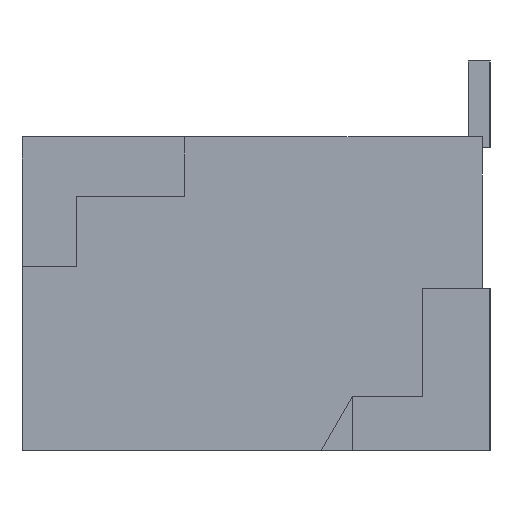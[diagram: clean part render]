
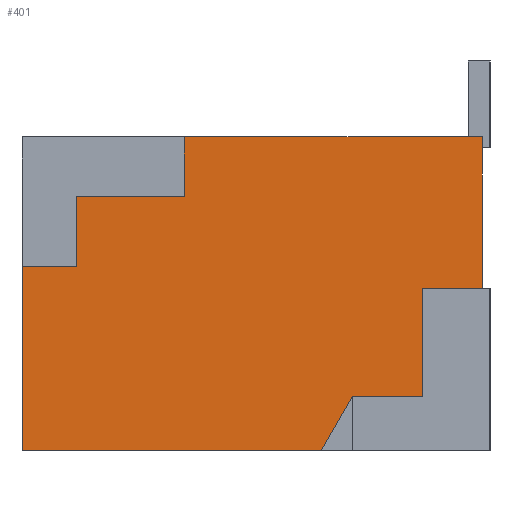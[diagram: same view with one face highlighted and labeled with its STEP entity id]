
A CAD part, left-side view. The second image highlights one B-rep face of the part: STEP entity #401.
In plain terms, the highlighted planar face has unit normal (-1, 0, 0).
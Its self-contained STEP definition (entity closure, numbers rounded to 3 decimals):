
#27 = DIRECTION ( 'NONE',  ( 0., -1., 0. ) ) ;
#112 = LINE ( 'NONE', #2407, #1621 ) ;
#158 = VECTOR ( 'NONE', #27, 1000. ) ;
#190 = VERTEX_POINT ( 'NONE', #905 ) ;
#210 = ORIENTED_EDGE ( 'NONE', *, *, #5523, .F. ) ;
#235 = VERTEX_POINT ( 'NONE', #5621 ) ;
#284 = LINE ( 'NONE', #2598, #1861 ) ;
#401 = ADVANCED_FACE ( 'NONE', ( #4454 ), #6864, .F. ) ;
#542 = EDGE_CURVE ( 'NONE', #4874, #1257, #5100, .T. ) ;
#627 = ORIENTED_EDGE ( 'NONE', *, *, #7384, .T. ) ;
#651 = CARTESIAN_POINT ( 'NONE',  ( -6.5, 4.32, -1.45 ) ) ;
#769 = VERTEX_POINT ( 'NONE', #3358 ) ;
#905 = CARTESIAN_POINT ( 'NONE',  ( -6.5, 1.559, -1.45 ) ) ;
#1015 = VECTOR ( 'NONE', #1641, 1000. ) ;
#1022 = EDGE_CURVE ( 'NONE', #7152, #6919, #2899, .T. ) ;
#1170 = LINE ( 'NONE', #3530, #6705 ) ;
#1257 = VERTEX_POINT ( 'NONE', #3879 ) ;
#1368 = VERTEX_POINT ( 'NONE', #5761 ) ;
#1443 = AXIS2_PLACEMENT_3D ( 'NONE', #1508, #3855, #6257 ) ;
#1465 = DIRECTION ( 'NONE',  ( 0., 0., 1. ) ) ;
#1481 = ORIENTED_EDGE ( 'NONE', *, *, #542, .T. ) ;
#1508 = CARTESIAN_POINT ( 'NONE',  ( -6.5, 4.32, 1.45 ) ) ;
#1621 = VECTOR ( 'NONE', #4784, 1000. ) ;
#1632 = VECTOR ( 'NONE', #2043, 1000. ) ;
#1637 = ORIENTED_EDGE ( 'NONE', *, *, #5888, .T. ) ;
#1641 = DIRECTION ( 'NONE',  ( 0., -1., 0. ) ) ;
#1709 = EDGE_CURVE ( 'NONE', #769, #235, #284, .T. ) ;
#1861 = VECTOR ( 'NONE', #4985, 1000. ) ;
#1882 = CARTESIAN_POINT ( 'NONE',  ( -6.5, 0.07, 0.05 ) ) ;
#1897 = ORIENTED_EDGE ( 'NONE', *, *, #1709, .T. ) ;
#1930 = EDGE_CURVE ( 'NONE', #235, #3930, #2038, .T. ) ;
#2038 = LINE ( 'NONE', #4399, #4464 ) ;
#2043 = DIRECTION ( 'NONE',  ( 0., 0., 1. ) ) ;
#2078 = EDGE_CURVE ( 'NONE', #7555, #6919, #112, .T. ) ;
#2086 = LINE ( 'NONE', #4449, #3697 ) ;
#2137 = DIRECTION ( 'NONE',  ( 0., -1., 0. ) ) ;
#2167 = LINE ( 'NONE', #4525, #2309 ) ;
#2269 = EDGE_CURVE ( 'NONE', #1368, #7555, #4597, .T. ) ;
#2309 = VECTOR ( 'NONE', #6939, 1000. ) ;
#2407 = CARTESIAN_POINT ( 'NONE',  ( -6.5, 0.07, 1.45 ) ) ;
#2598 = CARTESIAN_POINT ( 'NONE',  ( -6.5, 3.82, 0.9 ) ) ;
#2610 = EDGE_CURVE ( 'NONE', #3096, #190, #2086, .T. ) ;
#2616 = EDGE_LOOP ( 'NONE', ( #6686, #1481, #627, #3403, #2923, #5475, #1637, #1897, #4027, #6665, #210, #7563 ) ) ;
#2623 = LINE ( 'NONE', #5012, #3927 ) ;
#2899 = LINE ( 'NONE', #5275, #158 ) ;
#2923 = ORIENTED_EDGE ( 'NONE', *, *, #2078, .T. ) ;
#3096 = VERTEX_POINT ( 'NONE', #651 ) ;
#3358 = CARTESIAN_POINT ( 'NONE',  ( -6.5, 2.82, 0.9 ) ) ;
#3403 = ORIENTED_EDGE ( 'NONE', *, *, #2269, .T. ) ;
#3530 = CARTESIAN_POINT ( 'NONE',  ( -6.5, 1.27, -0.95 ) ) ;
#3697 = VECTOR ( 'NONE', #6859, 1000. ) ;
#3780 = EDGE_CURVE ( 'NONE', #190, #4874, #1170, .T. ) ;
#3811 = CARTESIAN_POINT ( 'NONE',  ( -6.5, 4.32, 0.25 ) ) ;
#3855 = DIRECTION ( 'NONE',  ( 1., 0., 0. ) ) ;
#3879 = CARTESIAN_POINT ( 'NONE',  ( -6.5, 0.62, -0.95 ) ) ;
#3927 = VECTOR ( 'NONE', #7392, 1000. ) ;
#3930 = VERTEX_POINT ( 'NONE', #6737 ) ;
#4027 = ORIENTED_EDGE ( 'NONE', *, *, #1930, .T. ) ;
#4076 = EDGE_CURVE ( 'NONE', #3930, #5536, #2623, .T. ) ;
#4313 = CARTESIAN_POINT ( 'NONE',  ( -6.5, 0.07, 1.45 ) ) ;
#4399 = CARTESIAN_POINT ( 'NONE',  ( -6.5, 3.82, 0.25 ) ) ;
#4411 = LINE ( 'NONE', #6818, #4477 ) ;
#4418 = VECTOR ( 'NONE', #2137, 1000. ) ;
#4449 = CARTESIAN_POINT ( 'NONE',  ( -6.5, 4.32, -1.45 ) ) ;
#4454 = FACE_OUTER_BOUND ( 'NONE', #2616, .T. ) ;
#4464 = VECTOR ( 'NONE', #6800, 1000. ) ;
#4477 = VECTOR ( 'NONE', #1465, 1000. ) ;
#4525 = CARTESIAN_POINT ( 'NONE',  ( -6.5, 2.82, 0.9 ) ) ;
#4597 = LINE ( 'NONE', #7000, #1015 ) ;
#4784 = DIRECTION ( 'NONE',  ( 0., 0., 1. ) ) ;
#4874 = VERTEX_POINT ( 'NONE', #5034 ) ;
#4985 = DIRECTION ( 'NONE',  ( 0., 1., 0. ) ) ;
#5012 = CARTESIAN_POINT ( 'NONE',  ( -6.5, 4.32, 0.25 ) ) ;
#5020 = LINE ( 'NONE', #7402, #1632 ) ;
#5034 = CARTESIAN_POINT ( 'NONE',  ( -6.5, 1.27, -0.95 ) ) ;
#5100 = LINE ( 'NONE', #7495, #4418 ) ;
#5275 = CARTESIAN_POINT ( 'NONE',  ( -6.5, 4.32, 1.45 ) ) ;
#5475 = ORIENTED_EDGE ( 'NONE', *, *, #1022, .F. ) ;
#5523 = EDGE_CURVE ( 'NONE', #3096, #5536, #4411, .T. ) ;
#5536 = VERTEX_POINT ( 'NONE', #3811 ) ;
#5621 = CARTESIAN_POINT ( 'NONE',  ( -6.5, 3.82, 0.9 ) ) ;
#5761 = CARTESIAN_POINT ( 'NONE',  ( -6.5, 0.62, 0.05 ) ) ;
#5888 = EDGE_CURVE ( 'NONE', #7152, #769, #2167, .T. ) ;
#5922 = DIRECTION ( 'NONE',  ( 0., -0.5, 0.866 ) ) ;
#6257 = DIRECTION ( 'NONE',  ( 0., 0., -1. ) ) ;
#6665 = ORIENTED_EDGE ( 'NONE', *, *, #4076, .T. ) ;
#6686 = ORIENTED_EDGE ( 'NONE', *, *, #3780, .T. ) ;
#6705 = VECTOR ( 'NONE', #5922, 1000. ) ;
#6717 = CARTESIAN_POINT ( 'NONE',  ( -6.5, 2.82, 1.45 ) ) ;
#6737 = CARTESIAN_POINT ( 'NONE',  ( -6.5, 3.82, 0.25 ) ) ;
#6800 = DIRECTION ( 'NONE',  ( 0., 0., -1. ) ) ;
#6818 = CARTESIAN_POINT ( 'NONE',  ( -6.5, 4.32, 1.45 ) ) ;
#6859 = DIRECTION ( 'NONE',  ( 0., -1., 0. ) ) ;
#6864 = PLANE ( 'NONE',  #1443 ) ;
#6919 = VERTEX_POINT ( 'NONE', #4313 ) ;
#6939 = DIRECTION ( 'NONE',  ( 0., 0., -1. ) ) ;
#7000 = CARTESIAN_POINT ( 'NONE',  ( -6.5, 0.07, 0.05 ) ) ;
#7152 = VERTEX_POINT ( 'NONE', #6717 ) ;
#7384 = EDGE_CURVE ( 'NONE', #1257, #1368, #5020, .T. ) ;
#7392 = DIRECTION ( 'NONE',  ( 0., 1., 0. ) ) ;
#7402 = CARTESIAN_POINT ( 'NONE',  ( -6.5, 0.62, 0.05 ) ) ;
#7495 = CARTESIAN_POINT ( 'NONE',  ( -6.5, 0.62, -0.95 ) ) ;
#7555 = VERTEX_POINT ( 'NONE', #1882 ) ;
#7563 = ORIENTED_EDGE ( 'NONE', *, *, #2610, .T. ) ;
